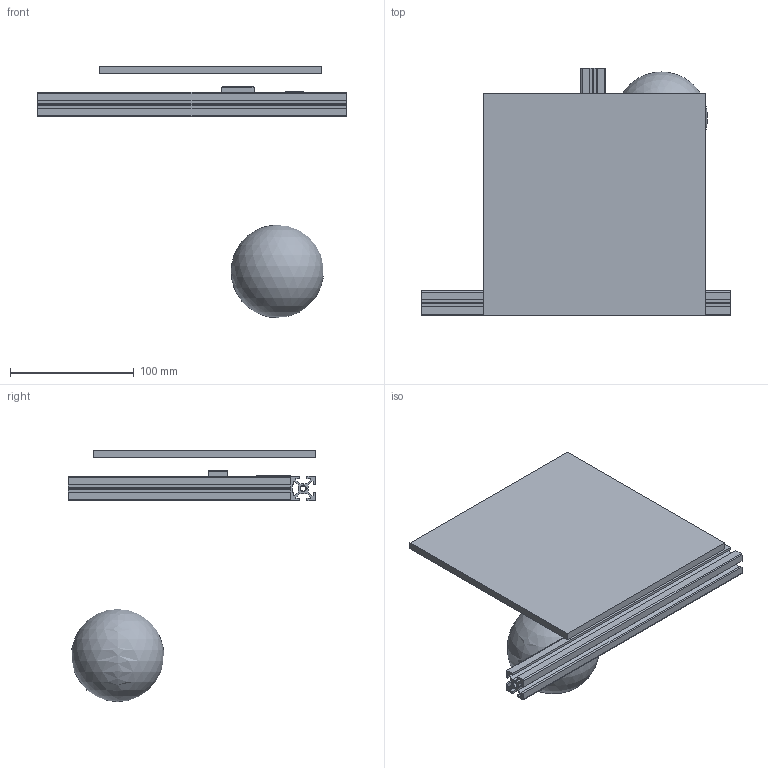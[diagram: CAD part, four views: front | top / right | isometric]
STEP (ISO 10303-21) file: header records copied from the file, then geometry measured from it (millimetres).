
FILE_DESCRIPTION(/* description */ (''),/* implementation_level */ '2;1');
FILE_NAME(/* name */ 'bed_fan_mount.step',/* time_stamp */ '2022-02-09T22:40:36-05:00',/* author */ (''),/* organization */ (''),/* preprocessor_version */ 'ST-DEVELOPER v18.1',/* originating_system */ 'Autodesk Translation Framework v10.13.0.1454',/* authorisation */ '');
FILE_SCHEMA (('AUTOMOTIVE_DESIGN { 1 0 10303 214 3 1 1 }'));
Length unit declared in the file: millimetre
Products named in the file (13): Bed Fan Mount; Bed Assembly; HFS5-2020-250-TPW; HFS5-2020-180-AV150; HBKUS5; Bed; Bed Fan Mount_1; 5015 Fan; PRT0003; PRT0001; Front Bracket; Middle Bracket; Light
Assembly tree (12 placements, depth 4):
  Bed Fan Mount
    Bed Assembly
      HFS5-2020-250-TPW
      HFS5-2020-180-AV150
      HBKUS5
      Bed
    Bed Fan Mount_1
      5015 Fan
        PRT0003
        PRT0001
      Front Bracket
      Middle Bracket
    Light
Bounding box: 250 x 200 x 203.5 mm (x, y, z)
Volume: 544523.4 mm3; surface area: 186238.4 mm2
Topology: 9 solids, 9 shells, 548 faces, 1548 edges, 1021 vertices
Faces by surface type: plane 376, cylinder 139, bspline 16, torus 10, cone 6, sphere 1
Full cylindrical faces by diameter (mm): 1.507 x4, 3.4 x2, 4.134 x2, 4.2 x3, 4.5 x2, 4.52 x2, 4.7 x2, 5.475 x2, 5.5 x2, 5.55 x2, 7.35 x1, 8.136 x1, 31.3 x1
Entity records: 20226 total; most frequent: CARTESIAN_POINT 5472, ORIENTED_EDGE 3092, DIRECTION 2917, EDGE_CURVE 1546, LINE 1125, VECTOR 1125, VERTEX_POINT 1021, AXIS2_PLACEMENT_3D 896
